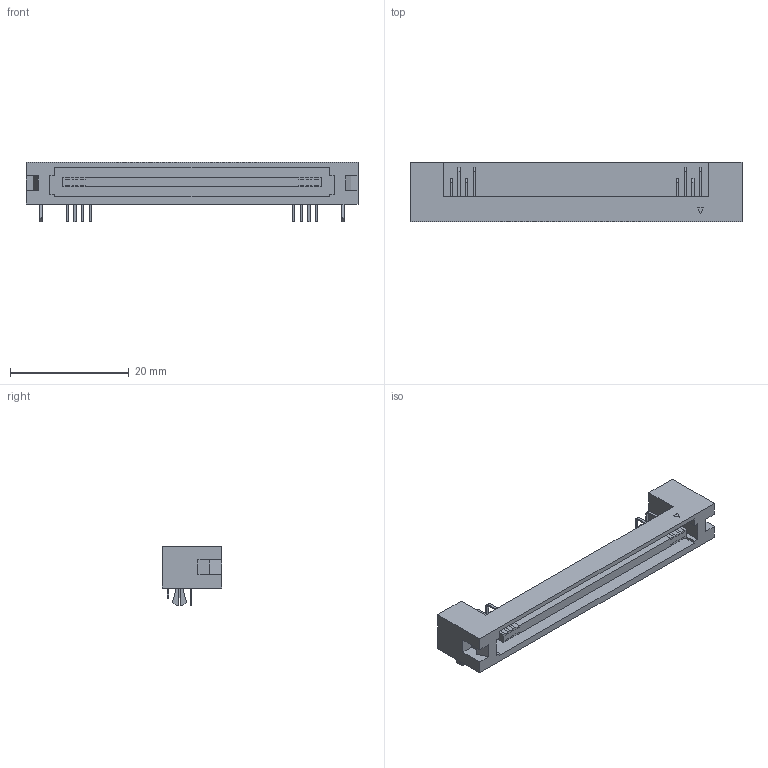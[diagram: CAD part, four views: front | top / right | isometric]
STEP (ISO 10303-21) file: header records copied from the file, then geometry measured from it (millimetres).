
FILE_DESCRIPTION(/* description */ (''),/* implementation_level */ '2;1');
FILE_NAME(/* name */ 'KEL_8931E-068-178L-F.stp',/* time_stamp */ '2017-04-27T13:55:13+02:00',/* author */ ('jchouvet'),/* organization */ (''),/* preprocessor_version */ 'ST-DEVELOPER v16.1',/* originating_system */ 'AutoCAD Mechanical',/* authorisation */ '');
FILE_SCHEMA (('AUTOMOTIVE_DESIGN { 1 0 10303 214 3 1 1 }'));
Length unit declared in the file: millimetre
Products named in the file (1): Product
Bounding box: 55.91 x 10 x 10.05 mm (x, y, z)
Volume: 1563.6 mm3; surface area: 3327.6 mm2
Topology: 38 solids, 38 shells, 370 faces, 879 edges, 586 vertices
Faces by surface type: plane 338, cylinder 32
Entity records: 10523 total; most frequent: CARTESIAN_POINT 1836, ORIENTED_EDGE 1758, DIRECTION 1685, EDGE_CURVE 879, LINE 815, VECTOR 815, VERTEX_POINT 586, AXIS2_PLACEMENT_3D 435
